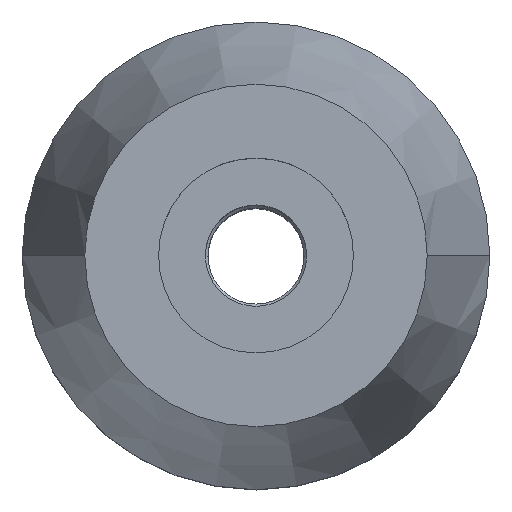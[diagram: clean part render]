
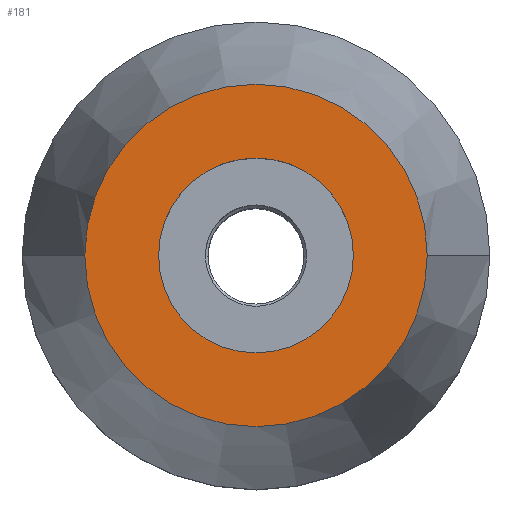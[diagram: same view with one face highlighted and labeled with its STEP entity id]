
A CAD part, top view. The second image highlights one B-rep face of the part: STEP entity #181.
In plain terms, the highlighted planar face has unit normal (0, 0, 1).
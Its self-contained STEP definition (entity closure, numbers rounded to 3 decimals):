
#137=EDGE_CURVE('',#243,#213,#350,.T.);
#157=EDGE_CURVE('',#195,#239,#372,.T.);
#177=EDGE_CURVE('',#213,#243,#395,.T.);
#181=ADVANCED_FACE('',(#399,#400),#401,.T.);
#183=EDGE_CURVE('',#239,#195,#403,.T.);
#195=VERTEX_POINT('',#416);
#213=VERTEX_POINT('',#436);
#239=VERTEX_POINT('',#467);
#243=VERTEX_POINT('',#471);
#350=CIRCLE('',#587,4.392);
#372=CIRCLE('',#613,2.5);
#395=CIRCLE('',#644,4.392);
#399=FACE_BOUND('',#649,.T.);
#400=FACE_OUTER_BOUND('',#650,.T.);
#401=PLANE('',#651);
#403=CIRCLE('',#654,2.5);
#416=CARTESIAN_POINT('',(-2.5,0.,10.0));
#436=CARTESIAN_POINT('',(-4.392,0.,10.0));
#467=CARTESIAN_POINT('',(2.5,0.0,10.0));
#471=CARTESIAN_POINT('',(4.392,0.,10.0));
#587=AXIS2_PLACEMENT_3D('',#874,#875,#876);
#613=AXIS2_PLACEMENT_3D('',#902,#903,#904);
#644=AXIS2_PLACEMENT_3D('',#932,#933,#934);
#649=EDGE_LOOP('',(#939,#940));
#650=EDGE_LOOP('',(#941,#942));
#651=AXIS2_PLACEMENT_3D('',#943,#944,#945);
#654=AXIS2_PLACEMENT_3D('',#946,#947,#948);
#874=CARTESIAN_POINT('',(0.,0.,10.0));
#875=DIRECTION('',(0.,0.,1.0));
#876=DIRECTION('',(-1.0,0.,-0.0));
#902=CARTESIAN_POINT('',(0.0,0.0,10.0));
#903=DIRECTION('',(0.,0.,-1.0));
#904=DIRECTION('',(1.0,0.,0.));
#932=CARTESIAN_POINT('',(0.,0.,10.0));
#933=DIRECTION('',(0.,0.,1.0));
#934=DIRECTION('',(-1.0,0.,-0.0));
#939=ORIENTED_EDGE('',*,*,#183,.T.);
#940=ORIENTED_EDGE('',*,*,#157,.T.);
#941=ORIENTED_EDGE('',*,*,#177,.T.);
#942=ORIENTED_EDGE('',*,*,#137,.T.);
#943=CARTESIAN_POINT('',(-2.196,0.,10.0));
#944=DIRECTION('',(0.,0.,1.0));
#945=DIRECTION('',(-1.0,0.,0.));
#946=CARTESIAN_POINT('',(0.0,0.0,10.0));
#947=DIRECTION('',(0.,0.,-1.0));
#948=DIRECTION('',(1.0,0.,0.));
